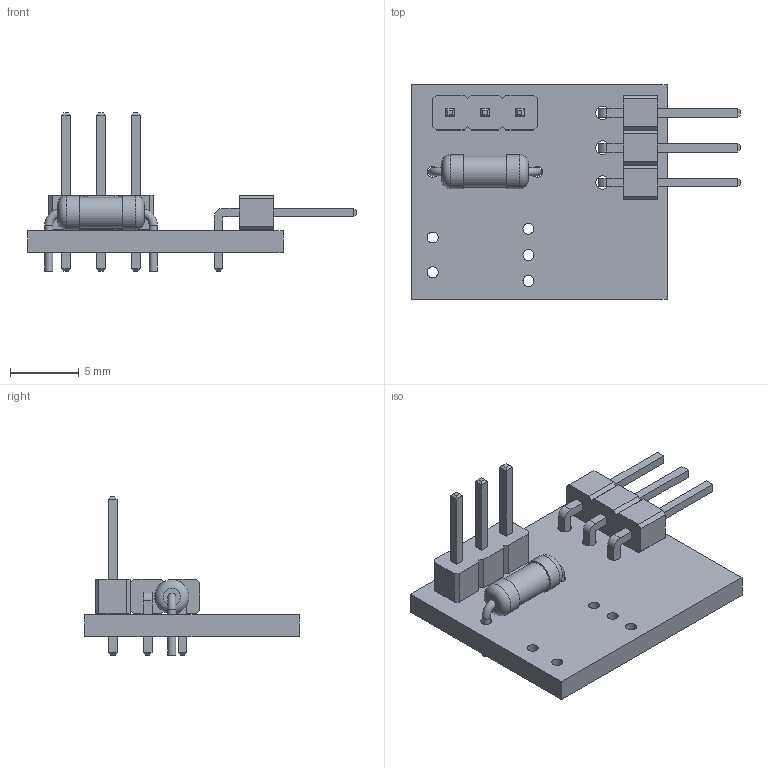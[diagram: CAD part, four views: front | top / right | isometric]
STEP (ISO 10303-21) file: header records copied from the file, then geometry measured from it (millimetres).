
FILE_DESCRIPTION(('KiCad electronic assembly'),'2;1');
FILE_NAME('util_photoswitch.STEP','2023-11-24T16:29:32',('Pcbnew'),( 'Kicad'),'Open CASCADE STEP processor 7.7','KiCad to STEP converter' ,'Unknown');
FILE_SCHEMA(('AUTOMOTIVE_DESIGN { 1 0 10303 214 1 1 1 1 }'));
Length unit declared in the file: millimetre
Products named in the file (8): util_photoswitch 1; PinHeader_1x03_P2.54mm_Horizontal; SOLID; R_Axial_DIN0207_L6.3mm_D2.5mm_P7.62mm_Horizontal; PinHeader_1x03_P2.54mm_Vertical; util_photoswitch PCB
Assembly tree (7 placements, depth 3):
  util_photoswitch 1
    PinHeader_1x03_P2.54mm_Horizontal
      SOLID
    R_Axial_DIN0207_L6.3mm_D2.5mm_P7.62mm_Horizontal
      SOLID
    PinHeader_1x03_P2.54mm_Vertical
      SOLID
    util_photoswitch PCB
Bounding box: 23.95 x 15.64 x 11.54 mm (x, y, z)
Volume: 603.4 mm3; surface area: 1140.3 mm2
Topology: 4 solids, 4 shells, 195 faces, 461 edges, 290 vertices
Faces by surface type: plane 170, cylinder 21, torus 4
Full cylindrical faces by diameter (mm): 0.6 x2, 0.8 x7, 1 x6, 2.25 x1, 2.5 x2
Entity records: 14136 total; most frequent: CARTESIAN_POINT 3220, DIRECTION 1799, LINE 1289, VECTOR 1289, ORIENTED_EDGE 922, PCURVE 922, DEFINITIONAL_REPRESENTATION 922, EDGE_CURVE 461
